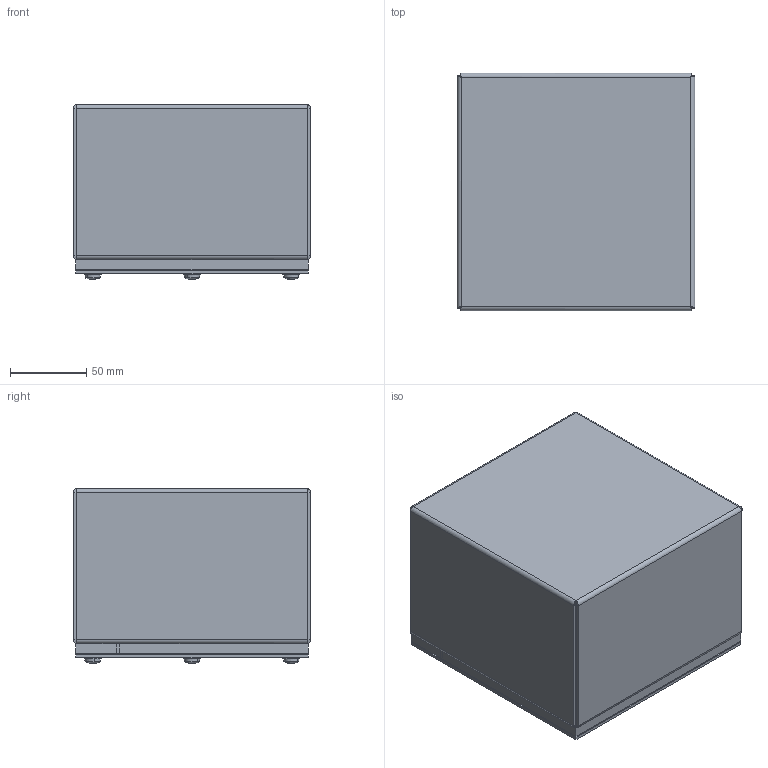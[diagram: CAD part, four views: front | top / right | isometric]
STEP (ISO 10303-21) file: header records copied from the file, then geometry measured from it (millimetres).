
FILE_DESCRIPTION (( 'STEP AP214' ), '1' );
FILE_NAME ('WA060604GSC.STEP', '2016-02-15T17:12:17', ( '' ), ( '' ), 'SwSTEP 2.0', 'SolidWorks 2014', '' );
FILE_SCHEMA (( 'AUTOMOTIVE_DESIGN' ));
Length unit declared in the file: inch
Products named in the file (8): 34984; 39035; 39077; 37210; WA0606GSC_LP; 316279; WA060604GSCBKP; WA060604GSC
Assembly tree (20 placements, depth 2):
  WA060604GSC
    WA060604GSCBKP
    316279  x2
    WA0606GSC_LP
    37210  x4
    39077  x4
    39035  x4
    34984  x4
Bounding box: 155.57 x 155.57 x 114.57 mm (x, y, z)
Volume: 294779.1 mm3; surface area: 273951.8 mm2
Topology: 20 solids, 20 shells, 496 faces, 1220 edges, 764 vertices
Faces by surface type: plane 244, cylinder 128, cone 76, torus 24, bspline 16, sphere 8
Entity records: 9766 total; most frequent: CARTESIAN_POINT 2125, DIRECTION 961, ORIENTED_EDGE 944, EDGE_CURVE 472, AXIS2_PLACEMENT_3D 341, VERTEX_POINT 289, LINE 279, VECTOR 279
